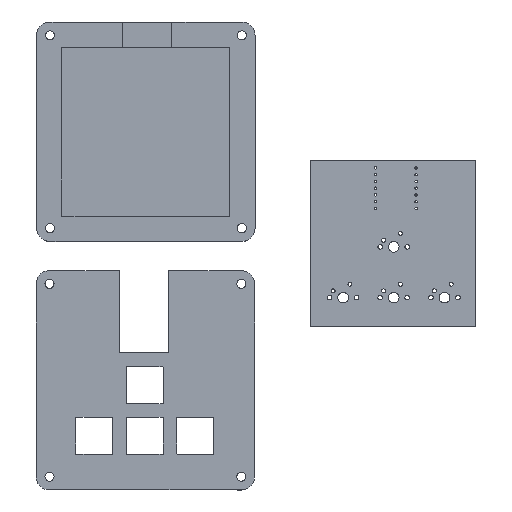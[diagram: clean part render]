
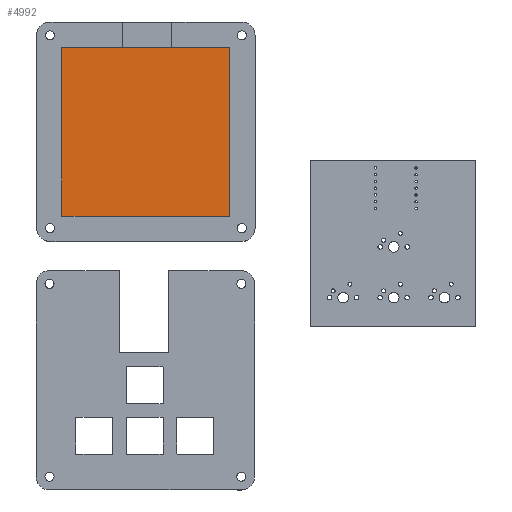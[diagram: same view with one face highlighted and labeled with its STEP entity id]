
A CAD part, top view. The second image highlights one B-rep face of the part: STEP entity #4992.
In plain terms, the highlighted planar face has unit normal (0, 0, 1).
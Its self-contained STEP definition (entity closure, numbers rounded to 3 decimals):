
#434=PLANE('',#5316);
#683=FACE_OUTER_BOUND('',#1036,.T.);
#1036=EDGE_LOOP('',(#4589,#4590,#4591,#4592));
#1439=LINE('',#9326,#1832);
#1441=LINE('',#9331,#1834);
#1442=LINE('',#9332,#1835);
#1443=LINE('',#9333,#1836);
#1832=VECTOR('',#6285,10.);
#1834=VECTOR('',#6289,10.);
#1835=VECTOR('',#6290,10.);
#1836=VECTOR('',#6291,10.);
#2494=VERTEX_POINT('',#9323);
#2495=VERTEX_POINT('',#9325);
#2496=VERTEX_POINT('',#9329);
#2497=VERTEX_POINT('',#9330);
#3199=EDGE_CURVE('',#2494,#2495,#1439,.T.);
#3201=EDGE_CURVE('',#2496,#2497,#1441,.T.);
#3202=EDGE_CURVE('',#2495,#2496,#1442,.T.);
#3203=EDGE_CURVE('',#2497,#2494,#1443,.T.);
#4589=ORIENTED_EDGE('',*,*,#3201,.F.);
#4590=ORIENTED_EDGE('',*,*,#3202,.F.);
#4591=ORIENTED_EDGE('',*,*,#3199,.F.);
#4592=ORIENTED_EDGE('',*,*,#3203,.F.);
#4992=ADVANCED_FACE('',(#683),#434,.T.);
#5316=AXIS2_PLACEMENT_3D('',#9328,#6287,#6288);
#6285=DIRECTION('',(1.,0.,0.));
#6287=DIRECTION('center_axis',(0.,0.,1.));
#6288=DIRECTION('ref_axis',(1.,0.,0.));
#6289=DIRECTION('',(-1.,0.,0.));
#6290=DIRECTION('',(0.,-1.,0.));
#6291=DIRECTION('',(0.,1.,0.));
#9323=CARTESIAN_POINT('',(-42.466,55.824,3.));
#9325=CARTESIAN_POINT('',(20.734,55.824,3.));
#9326=CARTESIAN_POINT('',(-26.666,55.824,3.));
#9328=CARTESIAN_POINT('Origin',(-10.866,24.024,3.));
#9329=CARTESIAN_POINT('',(20.734,-7.776,3.));
#9330=CARTESIAN_POINT('',(-42.466,-7.776,3.));
#9331=CARTESIAN_POINT('',(4.934,-7.776,3.));
#9332=CARTESIAN_POINT('',(20.734,39.924,3.));
#9333=CARTESIAN_POINT('',(-42.466,8.124,3.));
